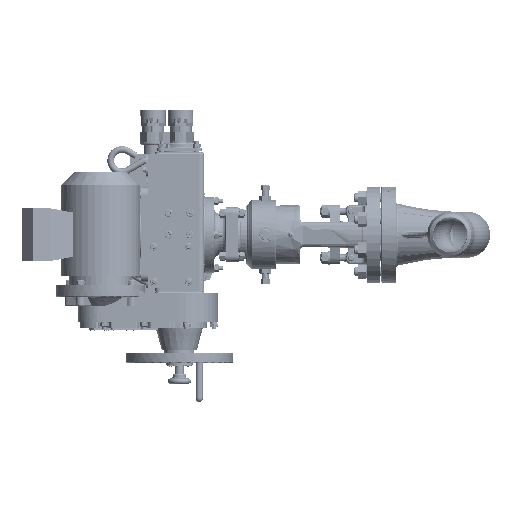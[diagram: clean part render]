
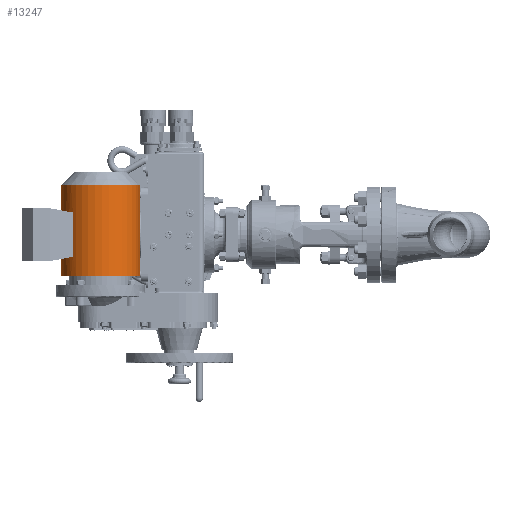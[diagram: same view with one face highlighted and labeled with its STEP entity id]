
A CAD part, left-side view. The second image highlights one B-rep face of the part: STEP entity #13247.
In plain terms, the highlighted cylindrical face has radius 89 mm (diameter 178 mm), a full revolution.
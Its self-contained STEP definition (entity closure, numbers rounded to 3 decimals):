
#13247=ADVANCED_FACE('',(#63957,#63959,#63961),#63963,.T.);
#63957=FACE_BOUND('',#63958,.T.);
#63958=EDGE_LOOP('',(#112341,#112342));
#63959=FACE_OUTER_BOUND('',#63960,.T.);
#63960=EDGE_LOOP('',(#112343));
#63961=FACE_BOUND('',#63962,.T.);
#63962=EDGE_LOOP('',(#112344,#112345,#112346,#112347));
#63963=CYLINDRICAL_SURFACE('',#63964,89.);
#63964=AXIS2_PLACEMENT_3D('',#63965,#63966,#63967);
#63965=CARTESIAN_POINT('',(-127.252,782.067,-93.));
#63966=DIRECTION('',(0.,0.,1.));
#63967=DIRECTION('',(-0.978,-0.208,0.));
#112341=ORIENTED_EDGE('',*,*,#137851,.F.);
#112342=ORIENTED_EDGE('',*,*,#137852,.F.);
#112343=ORIENTED_EDGE('',*,*,#137283,.T.);
#112344=ORIENTED_EDGE('',*,*,#137853,.F.);
#112345=ORIENTED_EDGE('',*,*,#137854,.F.);
#112346=ORIENTED_EDGE('',*,*,#137855,.F.);
#112347=ORIENTED_EDGE('',*,*,#137856,.F.);
#137283=EDGE_CURVE('',#165530,#165530,#165531,.T.);
#137851=EDGE_CURVE('',#166480,#166481,#166482,.T.);
#137852=EDGE_CURVE('',#166481,#166480,#166483,.T.);
#137853=EDGE_CURVE('',#166484,#166485,#166486,.T.);
#137854=EDGE_CURVE('',#166487,#166484,#166488,.F.);
#137855=EDGE_CURVE('',#166489,#166487,#166490,.F.);
#137856=EDGE_CURVE('',#166485,#166489,#166491,.T.);
#165530=VERTEX_POINT('',#286191);
#165531=CIRCLE('',#286192,89.);
#166480=VERTEX_POINT('',#292617);
#166481=VERTEX_POINT('',#292618);
#166482=CIRCLE('',#292619,89.);
#166483=CIRCLE('',#292623,89.);
#166484=VERTEX_POINT('',#292627);
#166485=VERTEX_POINT('',#292628);
#166486=(BOUNDED_CURVE()B_SPLINE_CURVE(3,
(#292629,#292630,#292631,#292632),
.UNSPECIFIED.,.F.,.F.)B_SPLINE_CURVE_WITH_KNOTS((4,4),
(0.,1.),
.UNSPECIFIED.)CURVE()GEOMETRIC_REPRESENTATION_ITEM()RATIONAL_B_SPLINE_CURVE((1.,
0.887,0.887,1.))REPRESENTATION_ITEM(''));
#166487=VERTEX_POINT('',#292633);
#166488=LINE('',#292634,#292635);
#166489=VERTEX_POINT('',#292637);
#166490=(BOUNDED_CURVE()B_SPLINE_CURVE(3,
(#292638,#292639,#292640,#292641),
.UNSPECIFIED.,.F.,.F.)B_SPLINE_CURVE_WITH_KNOTS((4,4),
(0.,1.),
.UNSPECIFIED.)CURVE()GEOMETRIC_REPRESENTATION_ITEM()RATIONAL_B_SPLINE_CURVE((1.,
0.887,0.887,1.))REPRESENTATION_ITEM(''));
#166491=LINE('',#292642,#292643);
#286191=CARTESIAN_POINT('',(-40.197,800.571,-93.));
#286192=AXIS2_PLACEMENT_3D('',#286193,#286194,#286195);
#286193=CARTESIAN_POINT('',(-127.252,782.067,-93.));
#286194=DIRECTION('',(0.,0.,1.));
#286195=DIRECTION('',(0.978,0.208,0.));
#292617=CARTESIAN_POINT('',(-214.307,763.562,110.));
#292618=CARTESIAN_POINT('',(-40.197,800.571,110.));
#292619=AXIS2_PLACEMENT_3D('',#292620,#292621,#292622);
#292620=CARTESIAN_POINT('',(-127.252,782.067,110.));
#292621=DIRECTION('',(0.,0.,1.));
#292622=DIRECTION('',(-0.978,-0.208,0.));
#292623=AXIS2_PLACEMENT_3D('',#292624,#292625,#292626);
#292624=CARTESIAN_POINT('',(-127.252,782.067,110.));
#292625=DIRECTION('',(0.,0.,1.));
#292626=DIRECTION('',(0.978,0.208,0.));
#292627=CARTESIAN_POINT('',(-94.143,864.679,-49.562));
#292628=CARTESIAN_POINT('',(-191.1,844.07,-49.562));
#292629=CARTESIAN_POINT('',(-94.143,864.679,-49.562));
#292630=CARTESIAN_POINT('',(-128.717,878.535,-53.219));
#292631=CARTESIAN_POINT('',(-165.151,870.791,-53.219));
#292632=CARTESIAN_POINT('',(-191.1,844.07,-49.562));
#292633=CARTESIAN_POINT('',(-94.143,864.679,49.562));
#292634=CARTESIAN_POINT('',(-94.143,864.679,-49.562));
#292635=VECTOR('',#292636,1.);
#292636=DIRECTION('',(0.,0.,1.));
#292637=CARTESIAN_POINT('',(-191.1,844.07,49.562));
#292638=CARTESIAN_POINT('',(-94.143,864.679,49.562));
#292639=CARTESIAN_POINT('',(-128.717,878.535,53.219));
#292640=CARTESIAN_POINT('',(-165.151,870.791,53.219));
#292641=CARTESIAN_POINT('',(-191.1,844.07,49.562));
#292642=CARTESIAN_POINT('',(-191.1,844.07,-49.562));
#292643=VECTOR('',#292644,1.);
#292644=DIRECTION('',(0.,0.,1.));
